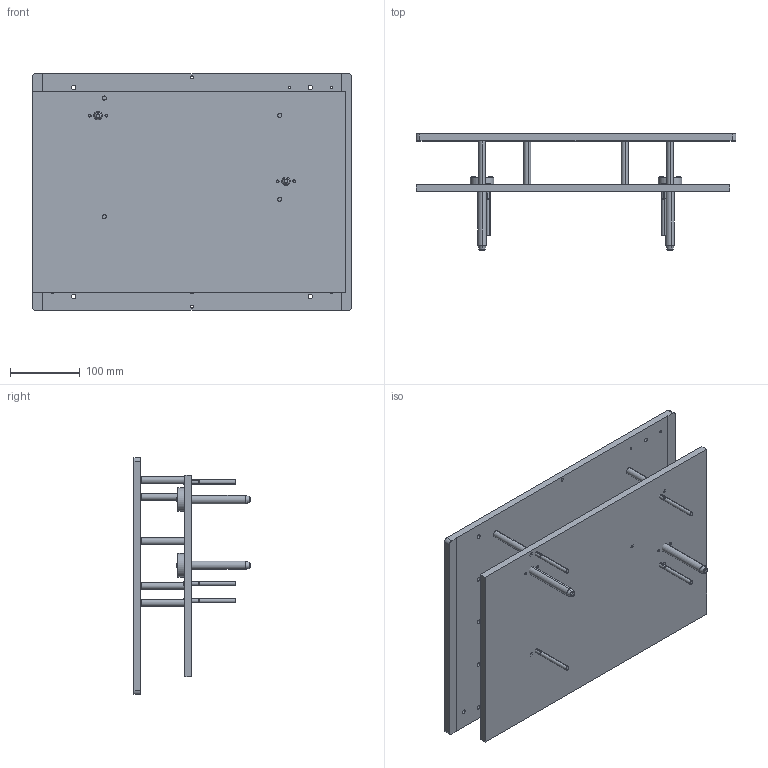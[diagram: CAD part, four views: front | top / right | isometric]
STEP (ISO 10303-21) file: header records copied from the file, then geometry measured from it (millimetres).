
FILE_DESCRIPTION (( 'STEP AP214' ), '1' );
FILE_NAME ('53910~0.STEP', '2018-05-29T07:47:51', ( '' ), ( '' ), 'SwSTEP 2.0', 'SolidWorks 2018', '' );
FILE_SCHEMA (( 'AUTOMOTIVE_DESIGN' ));
Length unit declared in the file: millimetre
Products named in the file (9): 53827~1_S; 57753~0_S; DIN912~n_M04,0x016; 41369~1_S; ISO7380~n_M04,0x020; 52628~0_S; 53826~0_S; 53910~0; 53825~0_S
Assembly tree (36 placements, depth 2):
  53910~0
    53825~0_S
    57753~0_S
    53826~0_S  x6
    52628~0_S  x2
    53827~1_S  x2
    41369~1_S  x4
    DIN912~n_M04,0x016  x12
    ISO7380~n_M04,0x020  x8
Bounding box: 459 x 167 x 340 mm (x, y, z)
Volume: 2939518.1 mm3; surface area: 648953.7 mm2
Topology: 36 solids, 36 shells, 837 faces, 1988 edges, 1256 vertices
Faces by surface type: cylinder 544, cone 140, plane 133, torus 20
Entity records: 5900 total; most frequent: DIRECTION 1082, CARTESIAN_POINT 892, ORIENTED_EDGE 824, AXIS2_PLACEMENT_3D 457, EDGE_CURVE 412, VERTEX_POINT 267, CIRCLE 244, EDGE_LOOP 225
